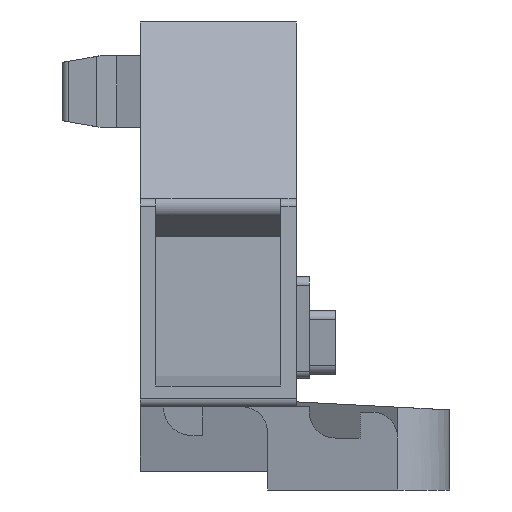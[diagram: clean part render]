
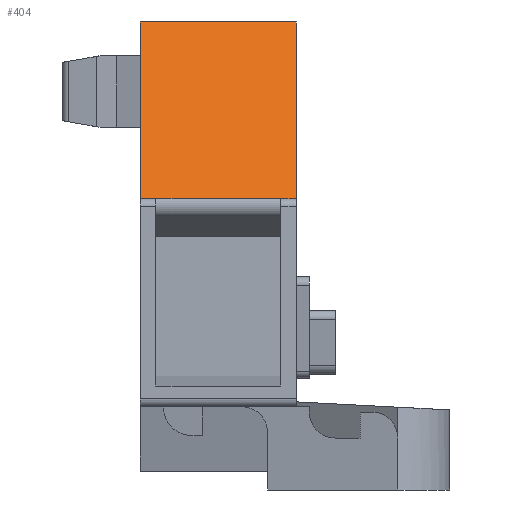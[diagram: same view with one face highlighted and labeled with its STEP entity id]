
A CAD part, left-side view. The second image highlights one B-rep face of the part: STEP entity #404.
In plain terms, the highlighted planar face has unit normal (-0.866, 0, 0.5).
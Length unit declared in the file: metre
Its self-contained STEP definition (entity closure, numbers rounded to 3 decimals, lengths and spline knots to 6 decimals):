
#404 = ADVANCED_FACE( '', ( #889 ), #890, .F. );
#889 = FACE_OUTER_BOUND( '', #1456, .T. );
#890 = PLANE( '', #1457 );
#1456 = EDGE_LOOP( '', ( #2697, #2698, #2699, #2700, #2701, #2702 ) );
#1457 = AXIS2_PLACEMENT_3D( '', #2703, #2704, #2705 );
#2697 = ORIENTED_EDGE( '', *, *, #3883, .F. );
#2698 = ORIENTED_EDGE( '', *, *, #3991, .F. );
#2699 = ORIENTED_EDGE( '', *, *, #4012, .F. );
#2700 = ORIENTED_EDGE( '', *, *, #4013, .F. );
#2701 = ORIENTED_EDGE( '', *, *, #3554, .F. );
#2702 = ORIENTED_EDGE( '', *, *, #3716, .F. );
#2703 = CARTESIAN_POINT( '', ( -0.008632, 0., 0.0146 ) );
#2704 = DIRECTION( '', ( 0.866, 0., -0.5 ) );
#2705 = DIRECTION( '', ( 0., -1., 0. ) );
#3554 = EDGE_CURVE( '', #4305, #4301, #4307, .T. );
#3716 = EDGE_CURVE( '', #4395, #4305, #4585, .T. );
#3883 = EDGE_CURVE( '', #4842, #4395, #4843, .T. );
#3991 = EDGE_CURVE( '', #4996, #4842, #4998, .T. );
#4012 = EDGE_CURVE( '', #5024, #4996, #5025, .F. );
#4013 = EDGE_CURVE( '', #4301, #5024, #5026, .F. );
#4301 = VERTEX_POINT( '', #5385 );
#4305 = VERTEX_POINT( '', #5391 );
#4307 = LINE( '', #5394, #5395 );
#4395 = VERTEX_POINT( '', #5516 );
#4585 = LINE( '', #5780, #5781 );
#4842 = VERTEX_POINT( '', #6148 );
#4843 = LINE( '', #6149, #6150 );
#4996 = VERTEX_POINT( '', #6372 );
#4998 = LINE( '', #6375, #6376 );
#5024 = VERTEX_POINT( '', #6416 );
#5025 = LINE( '', #6417, #6418 );
#5026 = LINE( '', #6419, #6420 );
#5385 = CARTESIAN_POINT( '', ( -0.012558, 0.006, 0.0078 ) );
#5391 = CARTESIAN_POINT( '', ( -0.012558, 0.0054, 0.0078 ) );
#5394 = CARTESIAN_POINT( '', ( -0.012558, 0.0054, 0.0078 ) );
#5395 = VECTOR( '', #6801, 1. );
#5516 = CARTESIAN_POINT( '', ( -0.012558, 0.0006, 0.0078 ) );
#5780 = CARTESIAN_POINT( '', ( -0.012558, 0.003, 0.0078 ) );
#5781 = VECTOR( '', #6987, 1. );
#6148 = CARTESIAN_POINT( '', ( -0.012558, 0., 0.0078 ) );
#6149 = CARTESIAN_POINT( '', ( -0.012558, 0., 0.0078 ) );
#6150 = VECTOR( '', #7170, 1. );
#6372 = CARTESIAN_POINT( '', ( -0.008632, 0., 0.0146 ) );
#6375 = CARTESIAN_POINT( '', ( -0.017335, 0., -0.000475 ) );
#6376 = VECTOR( '', #7274, 1. );
#6416 = CARTESIAN_POINT( '', ( -0.008632, 0.006, 0.0146 ) );
#6417 = CARTESIAN_POINT( '', ( -0.008632, 0., 0.0146 ) );
#6418 = VECTOR( '', #7295, 1. );
#6419 = CARTESIAN_POINT( '', ( -0.017248, 0.006, -0.000325 ) );
#6420 = VECTOR( '', #7296, 1. );
#6801 = DIRECTION( '', ( 0., 1., 0. ) );
#6987 = DIRECTION( '', ( 0., 1., 0. ) );
#7170 = DIRECTION( '', ( 0., 1., 0. ) );
#7274 = DIRECTION( '', ( -0.5, 0., -0.866 ) );
#7295 = DIRECTION( '', ( 0., 1., 0. ) );
#7296 = DIRECTION( '', ( -0.5, 0., -0.866 ) );
